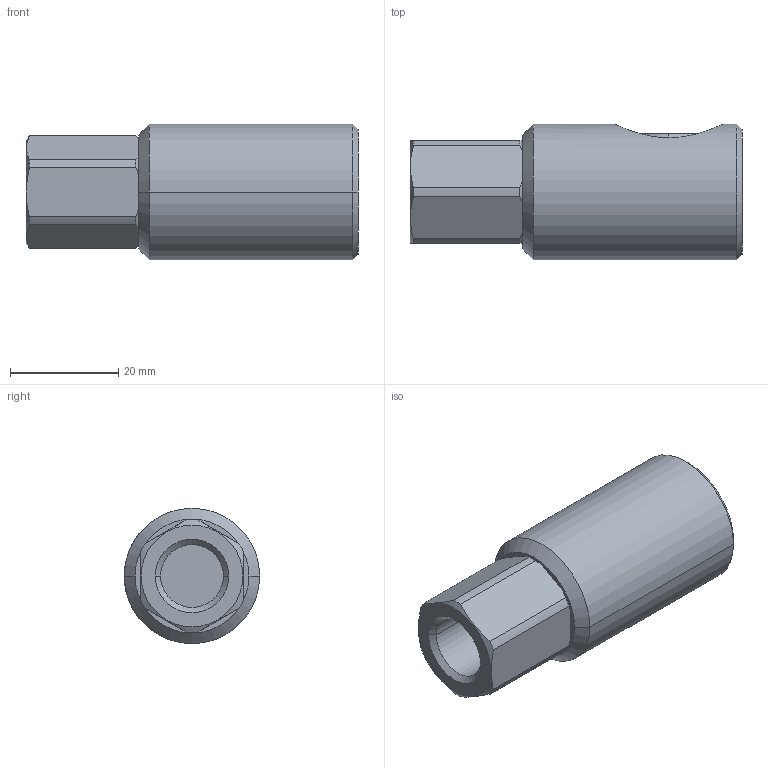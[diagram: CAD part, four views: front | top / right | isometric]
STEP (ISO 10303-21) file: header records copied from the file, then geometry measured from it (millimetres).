
FILE_DESCRIPTION (( 'STEP AP203' ), '1' );
FILE_NAME ('07410202.STEP', '2011-07-29T05:58:27', ( 'SP' ), ( 'sopra-pneumatic' ), 'SwSTEP 2.0', 'SolidWorks 2011', '' );
FILE_SCHEMA (( 'CONFIG_CONTROL_DESIGN' ));
Length unit declared in the file: millimetre
Products named in the file (1): 07410202
Bounding box: 61.3 x 25 x 25 mm (x, y, z)
Volume: 24018.2 mm3; surface area: 6014.8 mm2
Topology: 1 solids, 1 shells, 66 faces, 168 edges, 109 vertices
Faces by surface type: plane 25, cone 20, cylinder 19, sphere 2
Entity records: 2237 total; most frequent: CARTESIAN_POINT 574, ORIENTED_EDGE 336, DIRECTION 328, EDGE_CURVE 168, AXIS2_PLACEMENT_3D 129, VERTEX_POINT 109, EDGE_LOOP 71, VECTOR 70
